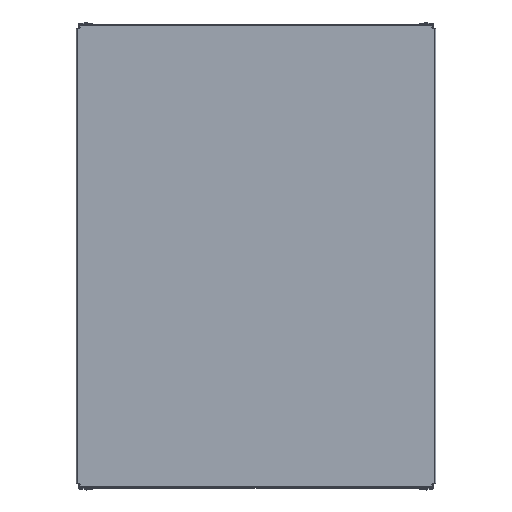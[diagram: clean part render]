
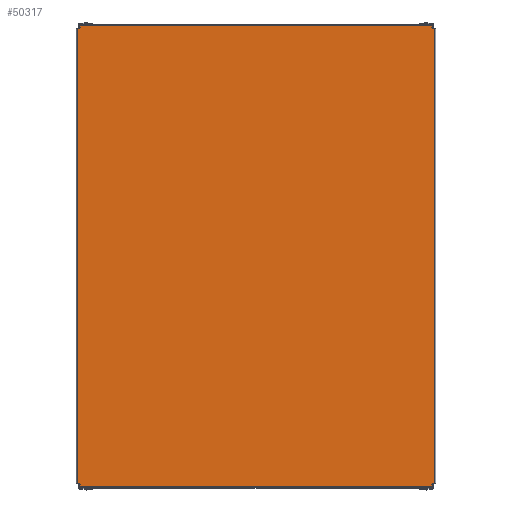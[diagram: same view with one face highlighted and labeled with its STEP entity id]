
A CAD part, top view. The second image highlights one B-rep face of the part: STEP entity #50317.
In plain terms, the highlighted planar face has unit normal (0, 0, 1).
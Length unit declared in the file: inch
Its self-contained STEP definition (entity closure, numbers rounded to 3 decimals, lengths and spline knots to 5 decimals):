
#148 = DIRECTION ( 'NONE',  ( -1., 0., 0. ) ) ;
#1031 = CARTESIAN_POINT ( 'NONE',  ( -11.95063, 15.44612, 12.722 ) ) ;
#2265 = DIRECTION ( 'NONE',  ( 0., 1., 0. ) ) ;
#2810 = ORIENTED_EDGE ( 'NONE', *, *, #32873, .T. ) ;
#2897 = CARTESIAN_POINT ( 'NONE',  ( -12.172, -15.3995, 12.722 ) ) ;
#3307 = LINE ( 'NONE', #56429, #37041 ) ;
#4883 = CARTESIAN_POINT ( 'NONE',  ( -12.172, -15.5795, 12.722 ) ) ;
#6044 = EDGE_CURVE ( 'NONE', #51391, #41472, #51768, .T. ) ;
#7606 = ORIENTED_EDGE ( 'NONE', *, *, #84740, .T. ) ;
#10649 = VECTOR ( 'NONE', #31112, 39.37008 ) ;
#11339 = LINE ( 'NONE', #39003, #51909 ) ;
#11411 = CARTESIAN_POINT ( 'NONE',  ( 11.904, 15.5795, 12.722 ) ) ;
#12231 = VERTEX_POINT ( 'NONE', #31308 ) ;
#12954 = CARTESIAN_POINT ( 'NONE',  ( -11.904, -15.6655, 12.722 ) ) ;
#13180 = EDGE_CURVE ( 'NONE', #72592, #60193, #26552, .T. ) ;
#13642 = VERTEX_POINT ( 'NONE', #32916 ) ;
#14519 = CARTESIAN_POINT ( 'NONE',  ( -12.172, -15.3995, 12.722 ) ) ;
#16136 = DIRECTION ( 'NONE',  ( -1., 0., 0. ) ) ;
#16278 = LINE ( 'NONE', #2897, #19726 ) ;
#16323 = VECTOR ( 'NONE', #2265, 39.37008 ) ;
#16405 = VERTEX_POINT ( 'NONE', #51905 ) ;
#17576 = DIRECTION ( 'NONE',  ( 0., -1., 0. ) ) ;
#18281 = ORIENTED_EDGE ( 'NONE', *, *, #48489, .T. ) ;
#19316 = EDGE_CURVE ( 'NONE', #52855, #53386, #51622, .T. ) ;
#19668 = LINE ( 'NONE', #12954, #22680 ) ;
#19726 = VECTOR ( 'NONE', #43503, 39.37008 ) ;
#19784 = ORIENTED_EDGE ( 'NONE', *, *, #34668, .T. ) ;
#19803 = DIRECTION ( 'NONE',  ( 0., 0., -1. ) ) ;
#20337 = LINE ( 'NONE', #47564, #78185 ) ;
#20662 = EDGE_CURVE ( 'NONE', #21414, #64853, #31910, .T. ) ;
#20868 = CARTESIAN_POINT ( 'NONE',  ( -11.95063, 15.3995, 12.722 ) ) ;
#21414 = VERTEX_POINT ( 'NONE', #77299 ) ;
#22680 = VECTOR ( 'NONE', #40195, 39.37008 ) ;
#24079 = ORIENTED_EDGE ( 'NONE', *, *, #56003, .T. ) ;
#24515 = CARTESIAN_POINT ( 'NONE',  ( 11.95063, 15.44612, 12.722 ) ) ;
#24660 = CARTESIAN_POINT ( 'NONE',  ( 11.904, 15.6655, 12.722 ) ) ;
#25292 = VECTOR ( 'NONE', #16136, 39.37008 ) ;
#25358 = ORIENTED_EDGE ( 'NONE', *, *, #55893, .T. ) ;
#26552 = CIRCLE ( 'NONE', #56419, 0.04663 ) ;
#26797 = AXIS2_PLACEMENT_3D ( 'NONE', #28000, #68157, #41402 ) ;
#27514 = ORIENTED_EDGE ( 'NONE', *, *, #19316, .T. ) ;
#28000 = CARTESIAN_POINT ( 'NONE',  ( -11.95063, -15.44613, 12.722 ) ) ;
#28140 = CARTESIAN_POINT ( 'NONE',  ( -11.904, 15.44612, 12.722 ) ) ;
#29496 = EDGE_CURVE ( 'NONE', #13642, #73340, #76667, .T. ) ;
#30433 = ORIENTED_EDGE ( 'NONE', *, *, #42896, .T. ) ;
#31112 = DIRECTION ( 'NONE',  ( -1., 0., 0. ) ) ;
#31308 = CARTESIAN_POINT ( 'NONE',  ( 12.086, -15.3995, 12.722 ) ) ;
#31676 = DIRECTION ( 'NONE',  ( 0., 0., -1. ) ) ;
#31910 = CIRCLE ( 'NONE', #60343, 0.04663 ) ;
#32288 = CARTESIAN_POINT ( 'NONE',  ( -11.904, 15.5795, 12.722 ) ) ;
#32873 = EDGE_CURVE ( 'NONE', #53386, #72592, #3307, .T. ) ;
#32916 = CARTESIAN_POINT ( 'NONE',  ( -11.95063, -15.3995, 12.722 ) ) ;
#34668 = EDGE_CURVE ( 'NONE', #41472, #70002, #35964, .T. ) ;
#35800 = CARTESIAN_POINT ( 'NONE',  ( -12.086, 15.3995, 12.722 ) ) ;
#35808 = CARTESIAN_POINT ( 'NONE',  ( 12.172, 15.3995, 12.722 ) ) ;
#35964 = CIRCLE ( 'NONE', #43004, 0.04663 ) ;
#36960 = DIRECTION ( 'NONE',  ( 0., -1., 0. ) ) ;
#37041 = VECTOR ( 'NONE', #17576, 39.37008 ) ;
#37372 = EDGE_CURVE ( 'NONE', #64853, #52855, #83234, .T. ) ;
#37625 = VECTOR ( 'NONE', #41746, 39.37008 ) ;
#37707 = ORIENTED_EDGE ( 'NONE', *, *, #13180, .T. ) ;
#37938 = CARTESIAN_POINT ( 'NONE',  ( 11.904, -15.6655, 12.722 ) ) ;
#39003 = CARTESIAN_POINT ( 'NONE',  ( 12.172, 15.3995, 12.722 ) ) ;
#40195 = DIRECTION ( 'NONE',  ( 0., -1., 0. ) ) ;
#40219 = ORIENTED_EDGE ( 'NONE', *, *, #37372, .T. ) ;
#40716 = VERTEX_POINT ( 'NONE', #35800 ) ;
#41022 = EDGE_CURVE ( 'NONE', #40716, #16405, #50340, .T. ) ;
#41402 = DIRECTION ( 'NONE',  ( -1., 0., 0. ) ) ;
#41472 = VERTEX_POINT ( 'NONE', #78766 ) ;
#41563 = ORIENTED_EDGE ( 'NONE', *, *, #20662, .T. ) ;
#41746 = DIRECTION ( 'NONE',  ( 1., 0., 0. ) ) ;
#42896 = EDGE_CURVE ( 'NONE', #12231, #59429, #82411, .T. ) ;
#43004 = AXIS2_PLACEMENT_3D ( 'NONE', #86272, #19803, #67518 ) ;
#43401 = EDGE_CURVE ( 'NONE', #60193, #40716, #77252, .T. ) ;
#43503 = DIRECTION ( 'NONE',  ( 1., 0., 0. ) ) ;
#45658 = CARTESIAN_POINT ( 'NONE',  ( 12.086, 15.3995, 12.722 ) ) ;
#47564 = CARTESIAN_POINT ( 'NONE',  ( -12.172, -15.5795, 12.722 ) ) ;
#47895 = DIRECTION ( 'NONE',  ( 0., 0., -1. ) ) ;
#48438 = LINE ( 'NONE', #14519, #37625 ) ;
#48489 = EDGE_CURVE ( 'NONE', #70002, #12231, #48438, .T. ) ;
#48660 = EDGE_CURVE ( 'NONE', #59429, #21414, #11339, .T. ) ;
#49910 = CARTESIAN_POINT ( 'NONE',  ( -12.086, -15.5795, 12.722 ) ) ;
#50317 = ADVANCED_FACE ( 'NONE', ( #72714 ), #66002, .T. ) ;
#50340 = LINE ( 'NONE', #49910, #73296 ) ;
#51391 = VERTEX_POINT ( 'NONE', #58887 ) ;
#51622 = LINE ( 'NONE', #57851, #10649 ) ;
#51763 = ORIENTED_EDGE ( 'NONE', *, *, #6044, .T. ) ;
#51768 = LINE ( 'NONE', #37938, #16323 ) ;
#51905 = CARTESIAN_POINT ( 'NONE',  ( -12.086, -15.3995, 12.722 ) ) ;
#51909 = VECTOR ( 'NONE', #52405, 39.37008 ) ;
#52405 = DIRECTION ( 'NONE',  ( -1., 0., 0. ) ) ;
#52651 = DIRECTION ( 'NONE',  ( 0., 0., 1. ) ) ;
#52855 = VERTEX_POINT ( 'NONE', #11411 ) ;
#53386 = VERTEX_POINT ( 'NONE', #32288 ) ;
#55211 = DIRECTION ( 'NONE',  ( 0., 1., 0. ) ) ;
#55893 = EDGE_CURVE ( 'NONE', #82937, #51391, #20337, .T. ) ;
#56003 = EDGE_CURVE ( 'NONE', #16405, #13642, #16278, .T. ) ;
#56154 = CARTESIAN_POINT ( 'NONE',  ( 11.95063, -15.3995, 12.722 ) ) ;
#56419 = AXIS2_PLACEMENT_3D ( 'NONE', #1031, #47895, #148 ) ;
#56429 = CARTESIAN_POINT ( 'NONE',  ( -11.904, 15.6655, 12.722 ) ) ;
#57851 = CARTESIAN_POINT ( 'NONE',  ( -12.172, 15.5795, 12.722 ) ) ;
#58859 = DIRECTION ( 'NONE',  ( -1., 0., 0. ) ) ;
#58887 = CARTESIAN_POINT ( 'NONE',  ( 11.904, -15.5795, 12.722 ) ) ;
#59429 = VERTEX_POINT ( 'NONE', #45658 ) ;
#60118 = ORIENTED_EDGE ( 'NONE', *, *, #43401, .T. ) ;
#60193 = VERTEX_POINT ( 'NONE', #20868 ) ;
#60343 = AXIS2_PLACEMENT_3D ( 'NONE', #24515, #31676, #58859 ) ;
#62150 = EDGE_LOOP ( 'NONE', ( #7606, #25358, #51763, #19784, #18281, #30433, #67075, #41563, #40219, #27514, #2810, #37707, #60118, #82428, #24079, #66208 ) ) ;
#62263 = DIRECTION ( 'NONE',  ( 1., 0., 0. ) ) ;
#63054 = VECTOR ( 'NONE', #72418, 39.37008 ) ;
#64853 = VERTEX_POINT ( 'NONE', #73194 ) ;
#66002 = PLANE ( 'NONE',  #74690 ) ;
#66208 = ORIENTED_EDGE ( 'NONE', *, *, #29496, .T. ) ;
#67075 = ORIENTED_EDGE ( 'NONE', *, *, #48660, .T. ) ;
#67518 = DIRECTION ( 'NONE',  ( -1., 0., 0. ) ) ;
#68157 = DIRECTION ( 'NONE',  ( 0., 0., -1. ) ) ;
#70002 = VERTEX_POINT ( 'NONE', #56154 ) ;
#72418 = DIRECTION ( 'NONE',  ( 0., 1., 0. ) ) ;
#72592 = VERTEX_POINT ( 'NONE', #28140 ) ;
#72714 = FACE_OUTER_BOUND ( 'NONE', #62150, .T. ) ;
#73194 = CARTESIAN_POINT ( 'NONE',  ( 11.904, 15.44612, 12.722 ) ) ;
#73296 = VECTOR ( 'NONE', #36960, 39.37008 ) ;
#73340 = VERTEX_POINT ( 'NONE', #80582 ) ;
#74690 = AXIS2_PLACEMENT_3D ( 'NONE', #4883, #52651, #79838 ) ;
#76667 = CIRCLE ( 'NONE', #26797, 0.04663 ) ;
#77252 = LINE ( 'NONE', #35808, #25292 ) ;
#77299 = CARTESIAN_POINT ( 'NONE',  ( 11.95063, 15.3995, 12.722 ) ) ;
#77532 = CARTESIAN_POINT ( 'NONE',  ( -11.904, -15.5795, 12.722 ) ) ;
#77881 = VECTOR ( 'NONE', #55211, 39.37008 ) ;
#78185 = VECTOR ( 'NONE', #62263, 39.37008 ) ;
#78766 = CARTESIAN_POINT ( 'NONE',  ( 11.904, -15.44613, 12.722 ) ) ;
#79838 = DIRECTION ( 'NONE',  ( 1., 0., 0. ) ) ;
#80582 = CARTESIAN_POINT ( 'NONE',  ( -11.904, -15.44613, 12.722 ) ) ;
#82411 = LINE ( 'NONE', #88217, #77881 ) ;
#82428 = ORIENTED_EDGE ( 'NONE', *, *, #41022, .T. ) ;
#82937 = VERTEX_POINT ( 'NONE', #77532 ) ;
#83234 = LINE ( 'NONE', #24660, #63054 ) ;
#84740 = EDGE_CURVE ( 'NONE', #73340, #82937, #19668, .T. ) ;
#86272 = CARTESIAN_POINT ( 'NONE',  ( 11.95063, -15.44613, 12.722 ) ) ;
#88217 = CARTESIAN_POINT ( 'NONE',  ( 12.086, -15.5795, 12.722 ) ) ;
